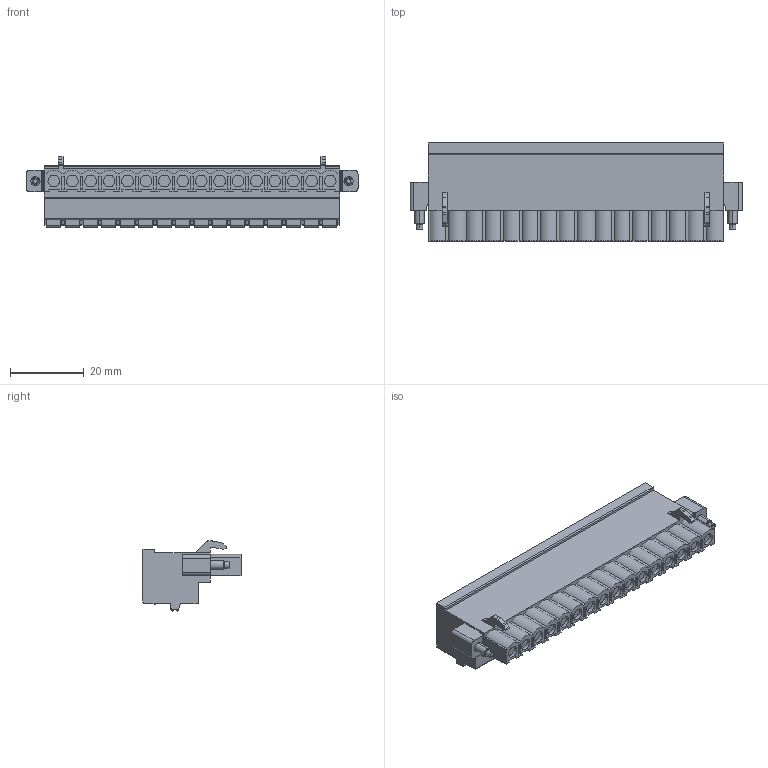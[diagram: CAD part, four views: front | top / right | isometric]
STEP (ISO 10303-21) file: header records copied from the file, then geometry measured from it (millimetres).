
FILE_DESCRIPTION((''),'2;1');
FILE_NAME('3333','2024-09-23T10:28:33',('tluser'),(''),'CREO PARAMETRIC BY PTC INC, 2018100','CREO PARAMETRIC BY PTC INC, 2018100','');
FILE_SCHEMA(('CONFIG_CONTROL_DESIGN'));
Length unit declared in the file: millimetre
Products named in the file (1): 3333
Bounding box: 90.1 x 26.6 x 19 mm (x, y, z)
Volume: 22041.4 mm3; surface area: 9893.1 mm2
Topology: 1 solids, 1 shells, 961 faces, 2475 edges, 1646 vertices
Faces by surface type: plane 640, cylinder 313, cone 4, torus 4
Entity records: 29265 total; most frequent: CARTESIAN_POINT 5106, DIRECTION 5031, ORIENTED_EDGE 4950, EDGE_CURVE 2475, VECTOR 1833, LINE 1833, VERTEX_POINT 1646, AXIS2_PLACEMENT_3D 1599
